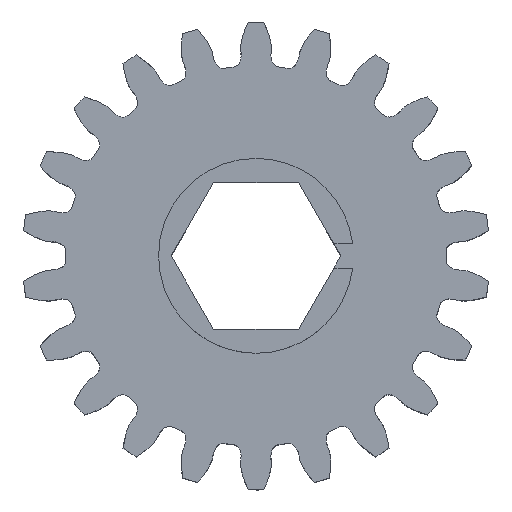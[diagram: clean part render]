
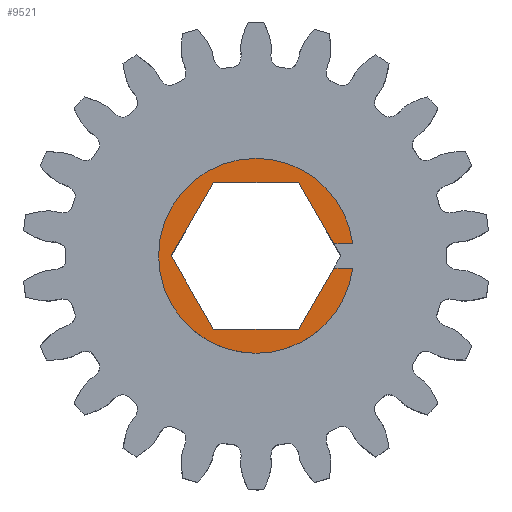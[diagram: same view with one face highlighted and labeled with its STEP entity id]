
A CAD part, top view. The second image highlights one B-rep face of the part: STEP entity #9521.
In plain terms, the highlighted planar face has unit normal (0, 0, 1).
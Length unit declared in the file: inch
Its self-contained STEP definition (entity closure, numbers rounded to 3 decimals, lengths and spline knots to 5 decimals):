
#250 = ORIENTED_EDGE ( 'NONE', *, *, #3007, .F. ) ;
#292 = VERTEX_POINT ( 'NONE', #8235 ) ;
#687 = CIRCLE ( 'NONE', #9103, 0.25 ) ;
#1067 = EDGE_CURVE ( 'NONE', #5966, #6420, #687, .T. ) ;
#1088 = VERTEX_POINT ( 'NONE', #7307 ) ;
#1192 = DIRECTION ( 'NONE',  ( 0.5, -0.866, 0. ) ) ;
#1282 = ORIENTED_EDGE ( 'NONE', *, *, #4408, .T. ) ;
#1369 = EDGE_CURVE ( 'NONE', #9679, #9078, #4510, .T. ) ;
#1433 = DIRECTION ( 'NONE',  ( -0.5, -0.866, 0. ) ) ;
#1432 = LINE ( 'NONE', #3342, #2926 ) ;
#1496 = CARTESIAN_POINT ( 'NONE',  ( 0.19962, 0.03125, 0.249 ) ) ;
#1602 = LINE ( 'NONE', #7672, #3398 ) ;
#1667 = ORIENTED_EDGE ( 'NONE', *, *, #1067, .T. ) ;
#2128 = DIRECTION ( 'NONE',  ( -1., 0., 0. ) ) ;
#2143 = VECTOR ( 'NONE', #4074, 39.37008 ) ;
#2251 = CARTESIAN_POINT ( 'NONE',  ( 0.10883, 0.1885, 0.249 ) ) ;
#2276 = AXIS2_PLACEMENT_3D ( 'NONE', #3846, #3151, #2307 ) ;
#2288 = EDGE_CURVE ( 'NONE', #7456, #9679, #6660, .T. ) ;
#2307 = DIRECTION ( 'NONE',  ( 1., 0., 0. ) ) ;
#2392 = ORIENTED_EDGE ( 'NONE', *, *, #7708, .F. ) ;
#2439 = VECTOR ( 'NONE', #2128, 39.37008 ) ;
#2496 = ORIENTED_EDGE ( 'NONE', *, *, #1369, .F. ) ;
#2541 = DIRECTION ( 'NONE',  ( 0., 0., 1. ) ) ;
#2600 = LINE ( 'NONE', #9360, #3090 ) ;
#2926 = VECTOR ( 'NONE', #7970, 39.37008 ) ;
#2927 = VECTOR ( 'NONE', #6084, 39.37008 ) ;
#3007 = EDGE_CURVE ( 'NONE', #7553, #292, #6135, .T. ) ;
#3053 = CARTESIAN_POINT ( 'NONE',  ( 0.10883, -0.1885, 0.249 ) ) ;
#3063 = EDGE_CURVE ( 'NONE', #1088, #5966, #6085, .T. ) ;
#3074 = CARTESIAN_POINT ( 'NONE',  ( -0.10883, 0.1885, 0.249 ) ) ;
#3090 = VECTOR ( 'NONE', #6179, 39.37008 ) ;
#3151 = DIRECTION ( 'NONE',  ( 0., 0., 1. ) ) ;
#3275 = CARTESIAN_POINT ( 'NONE',  ( 0.14502, -0.03125, 0.249 ) ) ;
#3342 = CARTESIAN_POINT ( 'NONE',  ( 0.14502, 0.03125, 0.249 ) ) ;
#3398 = VECTOR ( 'NONE', #8373, 39.37008 ) ;
#3655 = DIRECTION ( 'NONE',  ( 1., 0., 0. ) ) ;
#3701 = PLANE ( 'NONE',  #6275 ) ;
#3814 = CARTESIAN_POINT ( 'NONE',  ( 0., 0.25, 0.249 ) ) ;
#3846 = CARTESIAN_POINT ( 'NONE',  ( 0., 0., 0.249 ) ) ;
#3881 = CARTESIAN_POINT ( 'NONE',  ( 0.10883, -0.1885, 0.249 ) ) ;
#4042 = VECTOR ( 'NONE', #1192, 39.37008 ) ;
#4074 = DIRECTION ( 'NONE',  ( 1., 0., 0. ) ) ;
#4123 = LINE ( 'NONE', #3275, #2143 ) ;
#4319 = CARTESIAN_POINT ( 'NONE',  ( -0.21766, 0., 0.249 ) ) ;
#4320 = ORIENTED_EDGE ( 'NONE', *, *, #2288, .F. ) ;
#4408 = EDGE_CURVE ( 'NONE', #6420, #8453, #9434, .T. ) ;
#4510 = LINE ( 'NONE', #3074, #7999 ) ;
#4521 = EDGE_CURVE ( 'NONE', #1088, #8099, #1432, .T. ) ;
#5136 = AXIS2_PLACEMENT_3D ( 'NONE', #6034, #9109, #9062 ) ;
#5149 = CARTESIAN_POINT ( 'NONE',  ( 0., 0., 0.249 ) ) ;
#5722 = ORIENTED_EDGE ( 'NONE', *, *, #3063, .T. ) ;
#5911 = CARTESIAN_POINT ( 'NONE',  ( 0.10883, 0.1885, 0.249 ) ) ;
#5966 = VERTEX_POINT ( 'NONE', #3814 ) ;
#5996 = FACE_OUTER_BOUND ( 'NONE', #7282, .T. ) ;
#6034 = CARTESIAN_POINT ( 'NONE',  ( 0., 0., 0.249 ) ) ;
#6084 = DIRECTION ( 'NONE',  ( 0.5, 0.866, 0. ) ) ;
#6085 = CIRCLE ( 'NONE', #2276, 0.25 ) ;
#6135 = LINE ( 'NONE', #3053, #2927 ) ;
#6179 = DIRECTION ( 'NONE',  ( 1., 0., 0. ) ) ;
#6275 = AXIS2_PLACEMENT_3D ( 'NONE', #5149, #9118, #3655 ) ;
#6420 = VERTEX_POINT ( 'NONE', #7518 ) ;
#6660 = LINE ( 'NONE', #5911, #2439 ) ;
#6667 = LINE ( 'NONE', #4319, #4042 ) ;
#6810 = CARTESIAN_POINT ( 'NONE',  ( 0.24804, -0.03125, 0.249 ) ) ;
#6972 = EDGE_CURVE ( 'NONE', #7770, #7553, #2600, .T. ) ;
#7160 = CARTESIAN_POINT ( 'NONE',  ( 0., 0., 0.249 ) ) ;
#7282 = EDGE_LOOP ( 'NONE', ( #8889, #5722, #1667, #1282, #7442, #250, #7870, #2392, #2496, #4320, #8273 ) ) ;
#7307 = CARTESIAN_POINT ( 'NONE',  ( 0.24804, 0.03125, 0.249 ) ) ;
#7442 = ORIENTED_EDGE ( 'NONE', *, *, #8999, .F. ) ;
#7454 = CARTESIAN_POINT ( 'NONE',  ( -0.10883, -0.1885, 0.249 ) ) ;
#7455 = EDGE_CURVE ( 'NONE', #8099, #7456, #1602, .T. ) ;
#7456 = VERTEX_POINT ( 'NONE', #2251 ) ;
#7518 = CARTESIAN_POINT ( 'NONE',  ( 0., -0.25, 0.249 ) ) ;
#7553 = VERTEX_POINT ( 'NONE', #3881 ) ;
#7672 = CARTESIAN_POINT ( 'NONE',  ( 0.21766, 0., 0.249 ) ) ;
#7708 = EDGE_CURVE ( 'NONE', #9078, #7770, #6667, .T. ) ;
#7735 = CARTESIAN_POINT ( 'NONE',  ( -0.10883, 0.1885, 0.249 ) ) ;
#7770 = VERTEX_POINT ( 'NONE', #7454 ) ;
#7870 = ORIENTED_EDGE ( 'NONE', *, *, #6972, .F. ) ;
#7970 = DIRECTION ( 'NONE',  ( -1., 0., 0. ) ) ;
#7999 = VECTOR ( 'NONE', #1433, 39.37008 ) ;
#8099 = VERTEX_POINT ( 'NONE', #1496 ) ;
#8204 = DIRECTION ( 'NONE',  ( 1., 0., 0. ) ) ;
#8235 = CARTESIAN_POINT ( 'NONE',  ( 0.19962, -0.03125, 0.249 ) ) ;
#8273 = ORIENTED_EDGE ( 'NONE', *, *, #7455, .F. ) ;
#8373 = DIRECTION ( 'NONE',  ( -0.5, 0.866, 0. ) ) ;
#8453 = VERTEX_POINT ( 'NONE', #6810 ) ;
#8889 = ORIENTED_EDGE ( 'NONE', *, *, #4521, .F. ) ;
#8999 = EDGE_CURVE ( 'NONE', #292, #8453, #4123, .T. ) ;
#9062 = DIRECTION ( 'NONE',  ( 1., 0., 0. ) ) ;
#9078 = VERTEX_POINT ( 'NONE', #9389 ) ;
#9103 = AXIS2_PLACEMENT_3D ( 'NONE', #7160, #2541, #8204 ) ;
#9109 = DIRECTION ( 'NONE',  ( 0., 0., 1. ) ) ;
#9118 = DIRECTION ( 'NONE',  ( 0., 0., 1. ) ) ;
#9360 = CARTESIAN_POINT ( 'NONE',  ( -0.10883, -0.1885, 0.249 ) ) ;
#9389 = CARTESIAN_POINT ( 'NONE',  ( -0.21766, 0., 0.249 ) ) ;
#9434 = CIRCLE ( 'NONE', #5136, 0.25 ) ;
#9521 = ADVANCED_FACE ( 'NONE', ( #5996 ), #3701, .T. ) ;
#9679 = VERTEX_POINT ( 'NONE', #7735 ) ;
